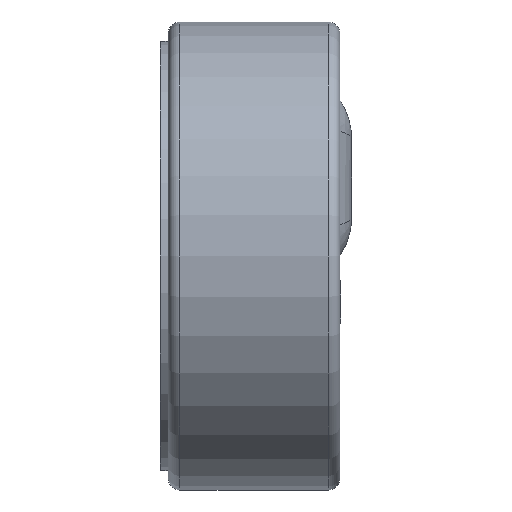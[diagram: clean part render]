
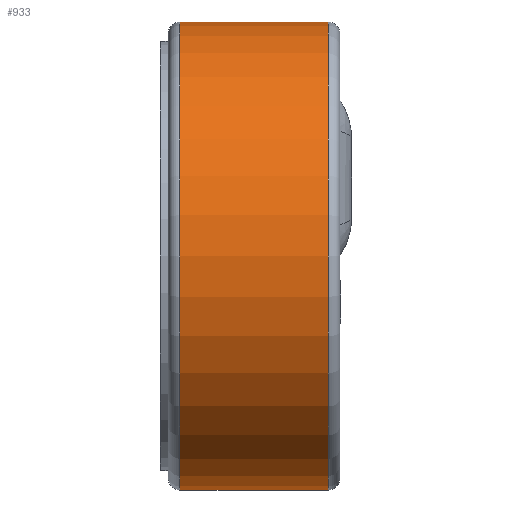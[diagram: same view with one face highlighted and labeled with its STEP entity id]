
A CAD part, left-side view. The second image highlights one B-rep face of the part: STEP entity #933.
In plain terms, the highlighted cylindrical face has radius 3 mm (diameter 6 mm), a partial arc.
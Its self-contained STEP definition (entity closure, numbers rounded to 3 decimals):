
#20 = FACE_OUTER_BOUND ( 'NONE', #927, .T. ) ;
#32 = CARTESIAN_POINT ( 'NONE',  ( 0., 2.05, 3. ) ) ;
#46 = ORIENTED_EDGE ( 'NONE', *, *, #1198, .F. ) ;
#185 = CIRCLE ( 'NONE', #506, 3. ) ;
#197 = CARTESIAN_POINT ( 'NONE',  ( 0., 0.15, -3. ) ) ;
#293 = DIRECTION ( 'NONE',  ( 0., -1., 0. ) ) ;
#302 = DIRECTION ( 'NONE',  ( 0., 0., -1. ) ) ;
#332 = VERTEX_POINT ( 'NONE', #1339 ) ;
#397 = ORIENTED_EDGE ( 'NONE', *, *, #823, .T. ) ;
#412 = DIRECTION ( 'NONE',  ( 0., 0., -1. ) ) ;
#419 = DIRECTION ( 'NONE',  ( 0., -1., 0. ) ) ;
#426 = CARTESIAN_POINT ( 'NONE',  ( 0., 0.15, 0. ) ) ;
#442 = AXIS2_PLACEMENT_3D ( 'NONE', #540, #293, #302 ) ;
#449 = DIRECTION ( 'NONE',  ( 0., 0., -1. ) ) ;
#453 = DIRECTION ( 'NONE',  ( 0., -1., 0. ) ) ;
#475 = CARTESIAN_POINT ( 'NONE',  ( 0., 2.05, 0. ) ) ;
#494 = AXIS2_PLACEMENT_3D ( 'NONE', #475, #453, #449 ) ;
#496 = CIRCLE ( 'NONE', #494, 3. ) ;
#506 = AXIS2_PLACEMENT_3D ( 'NONE', #426, #419, #412 ) ;
#537 = ORIENTED_EDGE ( 'NONE', *, *, #826, .F. ) ;
#540 = CARTESIAN_POINT ( 'NONE',  ( 0., 0., 0. ) ) ;
#639 = VERTEX_POINT ( 'NONE', #197 ) ;
#672 = CYLINDRICAL_SURFACE ( 'NONE', #442, 3. ) ;
#711 = VERTEX_POINT ( 'NONE', #32 ) ;
#763 = CARTESIAN_POINT ( 'NONE',  ( 0., 2.05, -3. ) ) ;
#768 = VERTEX_POINT ( 'NONE', #763 ) ;
#823 = EDGE_CURVE ( 'NONE', #711, #768, #496, .T. ) ;
#826 = EDGE_CURVE ( 'NONE', #332, #639, #185, .T. ) ;
#868 = LINE ( 'NONE', #1052, #1517 ) ;
#927 = EDGE_LOOP ( 'NONE', ( #46, #397, #1386, #537 ) ) ;
#933 = ADVANCED_FACE ( 'NONE', ( #20 ), #672, .T. ) ;
#979 = LINE ( 'NONE', #1142, #1596 ) ;
#1032 = DIRECTION ( 'NONE',  ( 0., -1., 0. ) ) ;
#1052 = CARTESIAN_POINT ( 'NONE',  ( 0., 0., -3. ) ) ;
#1065 = DIRECTION ( 'NONE',  ( 0., -1., 0. ) ) ;
#1116 = EDGE_CURVE ( 'NONE', #768, #639, #868, .T. ) ;
#1142 = CARTESIAN_POINT ( 'NONE',  ( 0., 0., 3. ) ) ;
#1198 = EDGE_CURVE ( 'NONE', #711, #332, #979, .T. ) ;
#1339 = CARTESIAN_POINT ( 'NONE',  ( 0., 0.15, 3. ) ) ;
#1386 = ORIENTED_EDGE ( 'NONE', *, *, #1116, .T. ) ;
#1517 = VECTOR ( 'NONE', #1032, 1000. ) ;
#1596 = VECTOR ( 'NONE', #1065, 1000. ) ;
